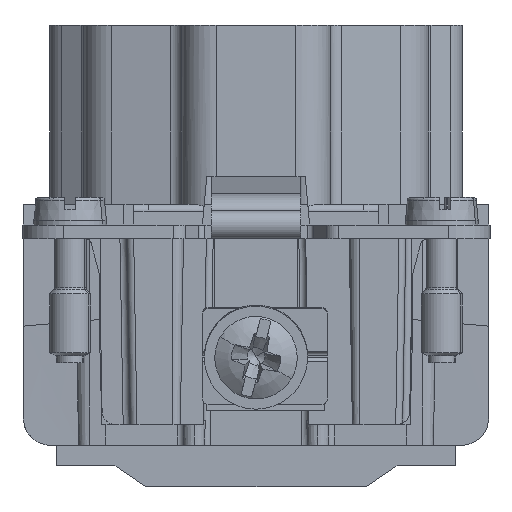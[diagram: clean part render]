
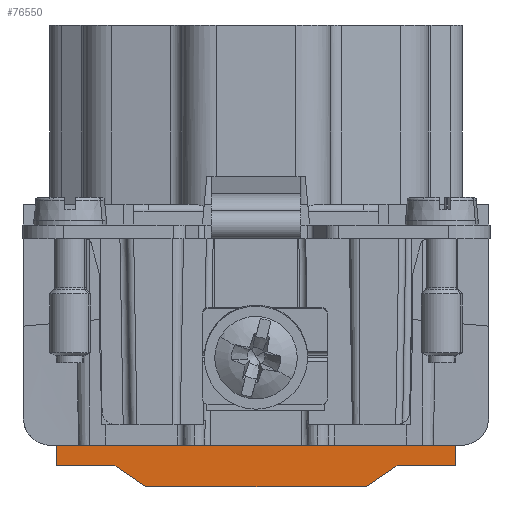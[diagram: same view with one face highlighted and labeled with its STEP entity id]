
A CAD part, front view. The second image highlights one B-rep face of the part: STEP entity #76550.
In plain terms, the highlighted planar face has unit normal (0, -1, 0).
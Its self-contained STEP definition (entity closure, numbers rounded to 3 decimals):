
#6438=AXIS2_PLACEMENT_3D('Plane Axis2P3D',#6435,#6436,#6437) ;
#27260=AXIS2_PLACEMENT_3D('Circle Axis2P3D',#27258,#27259,$) ;
#27309=AXIS2_PLACEMENT_3D('Circle Axis2P3D',#27307,#27308,$) ;
#47003=AXIS2_PLACEMENT_3D('Circle Axis2P3D',#47001,#47002,$) ;
#51416=AXIS2_PLACEMENT_3D('Circle Axis2P3D',#51414,#51415,$) ;
#57040=AXIS2_PLACEMENT_3D('Circle Axis2P3D',#57038,#57039,$) ;
#57399=AXIS2_PLACEMENT_3D('Circle Axis2P3D',#57397,#57398,$) ;
#6435=CARTESIAN_POINT('Axis2P3D Location',(17.,15.3,18.)) ;
#27248=CARTESIAN_POINT('Vertex',(3.778,15.3,4.)) ;
#27255=CARTESIAN_POINT('Vertex',(2.5,15.3,4.461)) ;
#27258=CARTESIAN_POINT('Axis2P3D Location',(3.778,15.3,6.)) ;
#27276=CARTESIAN_POINT('Line Origine',(17.,15.3,4.)) ;
#27280=CARTESIAN_POINT('Vertex',(30.222,15.3,4.)) ;
#27307=CARTESIAN_POINT('Axis2P3D Location',(30.222,15.3,6.)) ;
#27311=CARTESIAN_POINT('Vertex',(31.5,15.3,4.461)) ;
#42437=CARTESIAN_POINT('Vertex',(0.479,15.3,13.1)) ;
#42440=CARTESIAN_POINT('Line Origine',(1.054,15.3,13.1)) ;
#42444=CARTESIAN_POINT('Vertex',(1.629,15.3,13.1)) ;
#43435=CARTESIAN_POINT('Vertex',(32.371,15.3,13.1)) ;
#43438=CARTESIAN_POINT('Line Origine',(32.946,15.3,13.1)) ;
#43442=CARTESIAN_POINT('Vertex',(33.521,15.3,13.1)) ;
#46991=CARTESIAN_POINT('Vertex',(2.5,15.3,4.349)) ;
#46998=CARTESIAN_POINT('Vertex',(1.629,15.3,6.)) ;
#47001=CARTESIAN_POINT('Axis2P3D Location',(3.629,15.3,6.)) ;
#47018=CARTESIAN_POINT('Line Origine',(1.629,15.3,9.55)) ;
#50596=CARTESIAN_POINT('Vertex',(0.479,15.3,5.866)) ;
#50599=CARTESIAN_POINT('Line Origine',(0.479,15.3,9.483)) ;
#51386=CARTESIAN_POINT('Vertex',(32.371,15.3,6.)) ;
#51389=CARTESIAN_POINT('Line Origine',(32.371,15.3,9.55)) ;
#51411=CARTESIAN_POINT('Vertex',(31.5,15.3,4.349)) ;
#51414=CARTESIAN_POINT('Axis2P3D Location',(30.371,15.3,6.)) ;
#51431=CARTESIAN_POINT('Line Origine',(33.521,15.3,9.483)) ;
#51435=CARTESIAN_POINT('Vertex',(33.521,15.3,5.866)) ;
#57035=CARTESIAN_POINT('Vertex',(2.5,15.3,3.03)) ;
#57038=CARTESIAN_POINT('Axis2P3D Location',(3.479,15.3,5.866)) ;
#57397=CARTESIAN_POINT('Axis2P3D Location',(30.521,15.3,5.866)) ;
#57401=CARTESIAN_POINT('Vertex',(31.5,15.3,3.03)) ;
#59844=CARTESIAN_POINT('Line Origine',(2.5,15.3,4.405)) ;
#60368=CARTESIAN_POINT('Line Origine',(31.5,15.3,4.405)) ;
#61487=CARTESIAN_POINT('Vertex',(27.244,15.3,1.5)) ;
#61490=CARTESIAN_POINT('Line Origine',(26.122,15.3,0.75)) ;
#61494=CARTESIAN_POINT('Vertex',(25.,15.3,0.)) ;
#63294=CARTESIAN_POINT('Vertex',(9.,15.3,0.)) ;
#63297=CARTESIAN_POINT('Line Origine',(7.878,15.3,0.75)) ;
#63301=CARTESIAN_POINT('Vertex',(6.756,15.3,1.5)) ;
#63997=CARTESIAN_POINT('Line Origine',(17.,15.3,0.)) ;
#76311=CARTESIAN_POINT('Line Origine',(31.5,15.3,2.265)) ;
#76315=CARTESIAN_POINT('Vertex',(31.5,15.3,1.5)) ;
#76407=CARTESIAN_POINT('Vertex',(2.5,15.3,1.5)) ;
#76410=CARTESIAN_POINT('Line Origine',(2.5,15.3,2.265)) ;
#76516=CARTESIAN_POINT('Line Origine',(4.628,15.3,1.5)) ;
#76521=CARTESIAN_POINT('Line Origine',(29.372,15.3,1.5)) ;
#6436=DIRECTION('Axis2P3D Direction',(0.,-1.,0.)) ;
#6437=DIRECTION('Axis2P3D XDirection',(1.,0.,0.)) ;
#27259=DIRECTION('Axis2P3D Direction',(0.,-1.,0.)) ;
#27277=DIRECTION('Vector Direction',(1.,0.,0.)) ;
#27308=DIRECTION('Axis2P3D Direction',(0.,-1.,0.)) ;
#42441=DIRECTION('Vector Direction',(1.,0.,0.)) ;
#43439=DIRECTION('Vector Direction',(1.,0.,0.)) ;
#47002=DIRECTION('Axis2P3D Direction',(-0.,-1.,0.)) ;
#47019=DIRECTION('Vector Direction',(0.,0.,1.)) ;
#50600=DIRECTION('Vector Direction',(0.,0.,1.)) ;
#51390=DIRECTION('Vector Direction',(0.,0.,1.)) ;
#51415=DIRECTION('Axis2P3D Direction',(-0.,1.,0.)) ;
#51432=DIRECTION('Vector Direction',(0.,0.,1.)) ;
#57039=DIRECTION('Axis2P3D Direction',(-0.,-1.,0.)) ;
#57398=DIRECTION('Axis2P3D Direction',(-0.,1.,0.)) ;
#59845=DIRECTION('Vector Direction',(0.,0.,1.)) ;
#60369=DIRECTION('Vector Direction',(0.,0.,1.)) ;
#61491=DIRECTION('Vector Direction',(-0.831,0.,-0.556)) ;
#63298=DIRECTION('Vector Direction',(0.831,0.,-0.556)) ;
#63998=DIRECTION('Vector Direction',(1.,0.,0.)) ;
#76312=DIRECTION('Vector Direction',(0.,0.,1.)) ;
#76411=DIRECTION('Vector Direction',(0.,0.,1.)) ;
#76517=DIRECTION('Vector Direction',(1.,0.,0.)) ;
#76522=DIRECTION('Vector Direction',(1.,0.,0.)) ;
#27278=VECTOR('Line Direction',#27277,1.) ;
#42442=VECTOR('Line Direction',#42441,1.) ;
#43440=VECTOR('Line Direction',#43439,1.) ;
#47020=VECTOR('Line Direction',#47019,1.) ;
#50601=VECTOR('Line Direction',#50600,1.) ;
#51391=VECTOR('Line Direction',#51390,1.) ;
#51433=VECTOR('Line Direction',#51432,1.) ;
#59846=VECTOR('Line Direction',#59845,1.) ;
#60370=VECTOR('Line Direction',#60369,1.) ;
#61492=VECTOR('Line Direction',#61491,1.) ;
#63299=VECTOR('Line Direction',#63298,1.) ;
#63999=VECTOR('Line Direction',#63998,1.) ;
#76313=VECTOR('Line Direction',#76312,1.) ;
#76412=VECTOR('Line Direction',#76411,1.) ;
#76518=VECTOR('Line Direction',#76517,1.) ;
#76523=VECTOR('Line Direction',#76522,1.) ;
#76527=ORIENTED_EDGE('',*,*,#57403,.F.) ;
#76528=ORIENTED_EDGE('',*,*,#51437,.F.) ;
#76529=ORIENTED_EDGE('',*,*,#43444,.F.) ;
#76530=ORIENTED_EDGE('',*,*,#51393,.F.) ;
#76531=ORIENTED_EDGE('',*,*,#51418,.F.) ;
#76532=ORIENTED_EDGE('',*,*,#60372,.T.) ;
#76533=ORIENTED_EDGE('',*,*,#27313,.F.) ;
#76534=ORIENTED_EDGE('',*,*,#27282,.T.) ;
#76535=ORIENTED_EDGE('',*,*,#27262,.F.) ;
#76536=ORIENTED_EDGE('',*,*,#59848,.F.) ;
#76537=ORIENTED_EDGE('',*,*,#47005,.T.) ;
#76538=ORIENTED_EDGE('',*,*,#47022,.T.) ;
#76539=ORIENTED_EDGE('',*,*,#42446,.T.) ;
#76540=ORIENTED_EDGE('',*,*,#50603,.T.) ;
#76541=ORIENTED_EDGE('',*,*,#57042,.T.) ;
#76542=ORIENTED_EDGE('',*,*,#76414,.T.) ;
#76543=ORIENTED_EDGE('',*,*,#76520,.T.) ;
#76544=ORIENTED_EDGE('',*,*,#63303,.T.) ;
#76545=ORIENTED_EDGE('',*,*,#64001,.T.) ;
#76546=ORIENTED_EDGE('',*,*,#61496,.F.) ;
#76547=ORIENTED_EDGE('',*,*,#76525,.F.) ;
#76548=ORIENTED_EDGE('',*,*,#76317,.F.) ;
#76550=ADVANCED_FACE('Hauptk\X2\00F6\X0\rper',(#76549),#6439,.T.) ;
#27261=CIRCLE('generated circle',#27260,2.) ;
#27310=CIRCLE('generated circle',#27309,2.) ;
#47004=CIRCLE('generated circle',#47003,2.) ;
#51417=CIRCLE('generated circle',#51416,2.) ;
#57041=CIRCLE('generated circle',#57040,3.) ;
#57400=CIRCLE('generated circle',#57399,3.) ;
#27262=EDGE_CURVE('',#27256,#27249,#27261,.T.) ;
#27282=EDGE_CURVE('',#27281,#27249,#27279,.F.) ;
#27313=EDGE_CURVE('',#27281,#27312,#27310,.T.) ;
#42446=EDGE_CURVE('',#42445,#42438,#42443,.F.) ;
#43444=EDGE_CURVE('',#43436,#43443,#43441,.T.) ;
#47005=EDGE_CURVE('',#46992,#46999,#47004,.F.) ;
#47022=EDGE_CURVE('',#46999,#42445,#47021,.T.) ;
#50603=EDGE_CURVE('',#42438,#50597,#50602,.F.) ;
#51393=EDGE_CURVE('',#51387,#43436,#51392,.T.) ;
#51418=EDGE_CURVE('',#51412,#51387,#51417,.F.) ;
#51437=EDGE_CURVE('',#43443,#51436,#51434,.F.) ;
#57042=EDGE_CURVE('',#50597,#57036,#57041,.T.) ;
#57403=EDGE_CURVE('',#51436,#57402,#57400,.T.) ;
#59848=EDGE_CURVE('',#46992,#27256,#59847,.T.) ;
#60372=EDGE_CURVE('',#51412,#27312,#60371,.T.) ;
#61496=EDGE_CURVE('',#61488,#61495,#61493,.T.) ;
#63303=EDGE_CURVE('',#63302,#63295,#63300,.T.) ;
#64001=EDGE_CURVE('',#63295,#61495,#64000,.T.) ;
#76317=EDGE_CURVE('',#57402,#76316,#76314,.F.) ;
#76414=EDGE_CURVE('',#57036,#76408,#76413,.F.) ;
#76520=EDGE_CURVE('',#76408,#63302,#76519,.T.) ;
#76525=EDGE_CURVE('',#76316,#61488,#76524,.F.) ;
#76526=EDGE_LOOP('',(#76527,#76528,#76529,#76530,#76531,#76532,#76533,#76534,#76535,#76536,#76537,#76538,#76539,#76540,#76541,#76542,#76543,#76544,#76545,#76546,#76547,#76548)) ;
#76549=FACE_OUTER_BOUND('',#76526,.T.) ;
#27279=LINE('Line',#27276,#27278) ;
#42443=LINE('Line',#42440,#42442) ;
#43441=LINE('Line',#43438,#43440) ;
#47021=LINE('Line',#47018,#47020) ;
#50602=LINE('Line',#50599,#50601) ;
#51392=LINE('Line',#51389,#51391) ;
#51434=LINE('Line',#51431,#51433) ;
#59847=LINE('Line',#59844,#59846) ;
#60371=LINE('Line',#60368,#60370) ;
#61493=LINE('Line',#61490,#61492) ;
#63300=LINE('Line',#63297,#63299) ;
#64000=LINE('Line',#63997,#63999) ;
#76314=LINE('Line',#76311,#76313) ;
#76413=LINE('Line',#76410,#76412) ;
#76519=LINE('Line',#76516,#76518) ;
#76524=LINE('Line',#76521,#76523) ;
#6439=PLANE('',#6438) ;
#27249=VERTEX_POINT('',#27248) ;
#27256=VERTEX_POINT('',#27255) ;
#27281=VERTEX_POINT('',#27280) ;
#27312=VERTEX_POINT('',#27311) ;
#42438=VERTEX_POINT('',#42437) ;
#42445=VERTEX_POINT('',#42444) ;
#43436=VERTEX_POINT('',#43435) ;
#43443=VERTEX_POINT('',#43442) ;
#46992=VERTEX_POINT('',#46991) ;
#46999=VERTEX_POINT('',#46998) ;
#50597=VERTEX_POINT('',#50596) ;
#51387=VERTEX_POINT('',#51386) ;
#51412=VERTEX_POINT('',#51411) ;
#51436=VERTEX_POINT('',#51435) ;
#57036=VERTEX_POINT('',#57035) ;
#57402=VERTEX_POINT('',#57401) ;
#61488=VERTEX_POINT('',#61487) ;
#61495=VERTEX_POINT('',#61494) ;
#63295=VERTEX_POINT('',#63294) ;
#63302=VERTEX_POINT('',#63301) ;
#76316=VERTEX_POINT('',#76315) ;
#76408=VERTEX_POINT('',#76407) ;
